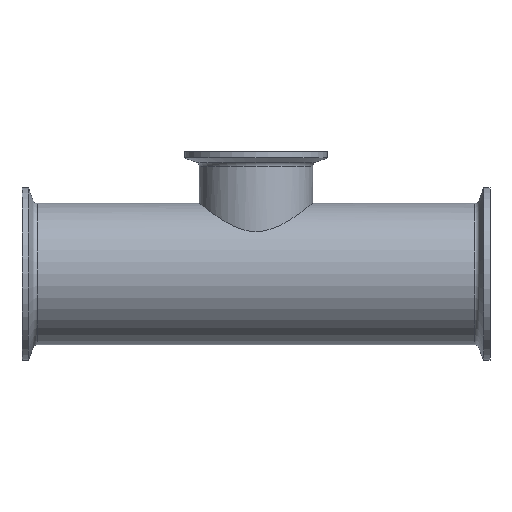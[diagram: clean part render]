
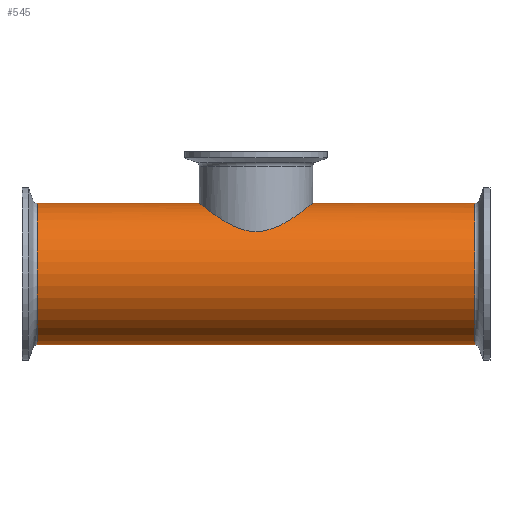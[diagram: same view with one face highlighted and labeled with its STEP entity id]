
A CAD part, front view. The second image highlights one B-rep face of the part: STEP entity #545.
In plain terms, the highlighted cylindrical face has radius 31.75 mm (diameter 63.5 mm), a full revolution.
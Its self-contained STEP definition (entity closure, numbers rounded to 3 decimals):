
#19=FACE_BOUND('',#139,.T.);
#29=B_SPLINE_CURVE_WITH_KNOTS('',3,(#900,#901,#902,#903,#904,#905,#906,
#907,#908,#909,#910,#911,#912,#913,#914,#915,#916,#917),.UNSPECIFIED.,.F.,
 .F.,(4,2,2,2,2,2,2,2,4),(0.,0.521,1.042,1.563,
2.084,2.588,3.093,3.598,4.102),
 .UNSPECIFIED.);
#30=B_SPLINE_CURVE_WITH_KNOTS('',3,(#918,#919,#920,#921,#922,#923,#924,
#925,#926,#927,#928,#929,#930,#931,#932,#933,#934,#935,#936,#937,#938,#939,
#940,#941,#942,#943,#944,#945,#946,#947,#948,#949,#950,#951,#952,#953,#954,
#955,#956,#957,#958,#959,#960,#961,#962,#963,#964,#965,#966,#967),
 .UNSPECIFIED.,.F.,.F.,(4,2,2,2,2,2,2,2,2,2,2,2,2,2,2,2,2,2,2,2,2,2,2,2,
4),(4.102,4.607,5.112,5.616,
6.121,6.642,7.163,7.684,8.205,
8.725,9.246,9.767,10.288,10.793,
11.297,11.802,12.307,12.812,13.316,
13.821,14.326,14.846,15.367,15.888,
16.409),.UNSPECIFIED.);
#35=CYLINDRICAL_SURFACE('',#638,31.75);
#48=LINE('',#1056,#64);
#64=VECTOR('',#805,31.75);
#100=FACE_OUTER_BOUND('',#138,.T.);
#138=EDGE_LOOP('',(#438,#439,#440,#441,#442,#443));
#139=EDGE_LOOP('',(#444,#445));
#190=CIRCLE('',#631,31.75);
#194=CIRCLE('',#635,31.75);
#196=CIRCLE('',#639,31.75);
#197=CIRCLE('',#640,31.75);
#222=VERTEX_POINT('',#897);
#223=VERTEX_POINT('',#899);
#247=VERTEX_POINT('',#1039);
#248=VERTEX_POINT('',#1040);
#252=VERTEX_POINT('',#1053);
#253=VERTEX_POINT('',#1054);
#278=EDGE_CURVE('',#223,#222,#29,.T.);
#279=EDGE_CURVE('',#222,#223,#30,.T.);
#313=EDGE_CURVE('',#247,#248,#190,.T.);
#317=EDGE_CURVE('',#248,#247,#194,.T.);
#320=EDGE_CURVE('',#252,#253,#196,.T.);
#321=EDGE_CURVE('',#252,#247,#48,.T.);
#322=EDGE_CURVE('',#253,#252,#197,.T.);
#438=ORIENTED_EDGE('',*,*,#320,.F.);
#439=ORIENTED_EDGE('',*,*,#321,.T.);
#440=ORIENTED_EDGE('',*,*,#317,.F.);
#441=ORIENTED_EDGE('',*,*,#313,.F.);
#442=ORIENTED_EDGE('',*,*,#321,.F.);
#443=ORIENTED_EDGE('',*,*,#322,.F.);
#444=ORIENTED_EDGE('',*,*,#278,.T.);
#445=ORIENTED_EDGE('',*,*,#279,.T.);
#545=ADVANCED_FACE('',(#100,#19),#35,.T.);
#631=AXIS2_PLACEMENT_3D('',#1041,#786,#787);
#635=AXIS2_PLACEMENT_3D('',#1047,#794,#795);
#638=AXIS2_PLACEMENT_3D('',#1052,#801,#802);
#639=AXIS2_PLACEMENT_3D('',#1055,#803,#804);
#640=AXIS2_PLACEMENT_3D('',#1057,#806,#807);
#786=DIRECTION('center_axis',(-1.,0.,0.));
#787=DIRECTION('ref_axis',(0.,1.,0.));
#794=DIRECTION('center_axis',(-1.,0.,0.));
#795=DIRECTION('ref_axis',(0.,1.,0.));
#801=DIRECTION('center_axis',(1.,0.,0.));
#802=DIRECTION('ref_axis',(0.,1.,0.));
#803=DIRECTION('center_axis',(1.,0.,0.));
#804=DIRECTION('ref_axis',(0.,-1.,0.));
#805=DIRECTION('',(-1.,0.,0.));
#806=DIRECTION('center_axis',(1.,0.,0.));
#807=DIRECTION('ref_axis',(0.,-1.,0.));
#897=CARTESIAN_POINT('',(-25.4,0.,31.75));
#899=CARTESIAN_POINT('',(0.,-25.4,19.05));
#900=CARTESIAN_POINT('Ctrl Pts',(0.,-25.4,19.05));
#901=CARTESIAN_POINT('Ctrl Pts',(-1.736,-25.4,19.05));
#902=CARTESIAN_POINT('Ctrl Pts',(-3.458,-25.221,19.294));
#903=CARTESIAN_POINT('Ctrl Pts',(-6.793,-24.534,20.161));
#904=CARTESIAN_POINT('Ctrl Pts',(-8.407,-24.026,20.778));
#905=CARTESIAN_POINT('Ctrl Pts',(-11.472,-22.723,22.196));
#906=CARTESIAN_POINT('Ctrl Pts',(-12.925,-21.926,22.996));
#907=CARTESIAN_POINT('Ctrl Pts',(-15.617,-20.098,24.61));
#908=CARTESIAN_POINT('Ctrl Pts',(-16.856,-19.065,25.424));
#909=CARTESIAN_POINT('Ctrl Pts',(-19.031,-16.89,26.916));
#910=CARTESIAN_POINT('Ctrl Pts',(-20.055,-15.672,27.653));
#911=CARTESIAN_POINT('Ctrl Pts',(-21.891,-12.985,29.013));
#912=CARTESIAN_POINT('Ctrl Pts',(-22.703,-11.515,29.634));
#913=CARTESIAN_POINT('Ctrl Pts',(-24.029,-8.403,30.662));
#914=CARTESIAN_POINT('Ctrl Pts',(-24.545,-6.757,31.069));
#915=CARTESIAN_POINT('Ctrl Pts',(-25.23,-3.397,31.614));
#916=CARTESIAN_POINT('Ctrl Pts',(-25.4,-1.682,31.75));
#917=CARTESIAN_POINT('Ctrl Pts',(-25.4,0.,31.75));
#918=CARTESIAN_POINT('Ctrl Pts',(-25.4,0.,31.75));
#919=CARTESIAN_POINT('Ctrl Pts',(-25.4,1.682,31.75));
#920=CARTESIAN_POINT('Ctrl Pts',(-25.23,3.397,31.614));
#921=CARTESIAN_POINT('Ctrl Pts',(-24.545,6.757,31.069));
#922=CARTESIAN_POINT('Ctrl Pts',(-24.029,8.403,30.662));
#923=CARTESIAN_POINT('Ctrl Pts',(-22.703,11.515,29.634));
#924=CARTESIAN_POINT('Ctrl Pts',(-21.891,12.985,29.013));
#925=CARTESIAN_POINT('Ctrl Pts',(-20.055,15.672,27.653));
#926=CARTESIAN_POINT('Ctrl Pts',(-19.031,16.89,26.916));
#927=CARTESIAN_POINT('Ctrl Pts',(-16.856,19.065,25.424));
#928=CARTESIAN_POINT('Ctrl Pts',(-15.617,20.098,24.61));
#929=CARTESIAN_POINT('Ctrl Pts',(-12.925,21.926,22.996));
#930=CARTESIAN_POINT('Ctrl Pts',(-11.472,22.723,22.196));
#931=CARTESIAN_POINT('Ctrl Pts',(-8.407,24.026,20.778));
#932=CARTESIAN_POINT('Ctrl Pts',(-6.793,24.534,20.161));
#933=CARTESIAN_POINT('Ctrl Pts',(-3.458,25.221,19.294));
#934=CARTESIAN_POINT('Ctrl Pts',(-1.736,25.4,19.05));
#935=CARTESIAN_POINT('Ctrl Pts',(1.736,25.4,19.05));
#936=CARTESIAN_POINT('Ctrl Pts',(3.458,25.221,19.294));
#937=CARTESIAN_POINT('Ctrl Pts',(6.793,24.534,20.161));
#938=CARTESIAN_POINT('Ctrl Pts',(8.407,24.026,20.778));
#939=CARTESIAN_POINT('Ctrl Pts',(11.472,22.723,22.196));
#940=CARTESIAN_POINT('Ctrl Pts',(12.925,21.926,22.996));
#941=CARTESIAN_POINT('Ctrl Pts',(15.617,20.098,24.61));
#942=CARTESIAN_POINT('Ctrl Pts',(16.856,19.065,25.424));
#943=CARTESIAN_POINT('Ctrl Pts',(19.031,16.89,26.916));
#944=CARTESIAN_POINT('Ctrl Pts',(20.055,15.672,27.653));
#945=CARTESIAN_POINT('Ctrl Pts',(21.891,12.985,29.013));
#946=CARTESIAN_POINT('Ctrl Pts',(22.703,11.515,29.634));
#947=CARTESIAN_POINT('Ctrl Pts',(24.029,8.403,30.662));
#948=CARTESIAN_POINT('Ctrl Pts',(24.545,6.757,31.069));
#949=CARTESIAN_POINT('Ctrl Pts',(25.23,3.397,31.614));
#950=CARTESIAN_POINT('Ctrl Pts',(25.4,1.682,31.75));
#951=CARTESIAN_POINT('Ctrl Pts',(25.4,-1.682,31.75));
#952=CARTESIAN_POINT('Ctrl Pts',(25.23,-3.397,31.614));
#953=CARTESIAN_POINT('Ctrl Pts',(24.545,-6.757,31.069));
#954=CARTESIAN_POINT('Ctrl Pts',(24.029,-8.403,30.662));
#955=CARTESIAN_POINT('Ctrl Pts',(22.703,-11.515,29.634));
#956=CARTESIAN_POINT('Ctrl Pts',(21.891,-12.985,29.013));
#957=CARTESIAN_POINT('Ctrl Pts',(20.055,-15.672,27.653));
#958=CARTESIAN_POINT('Ctrl Pts',(19.031,-16.89,26.916));
#959=CARTESIAN_POINT('Ctrl Pts',(16.856,-19.065,25.424));
#960=CARTESIAN_POINT('Ctrl Pts',(15.617,-20.098,24.61));
#961=CARTESIAN_POINT('Ctrl Pts',(12.925,-21.926,22.996));
#962=CARTESIAN_POINT('Ctrl Pts',(11.472,-22.723,22.196));
#963=CARTESIAN_POINT('Ctrl Pts',(8.407,-24.026,20.778));
#964=CARTESIAN_POINT('Ctrl Pts',(6.793,-24.534,20.161));
#965=CARTESIAN_POINT('Ctrl Pts',(3.458,-25.221,19.294));
#966=CARTESIAN_POINT('Ctrl Pts',(1.736,-25.4,19.05));
#967=CARTESIAN_POINT('Ctrl Pts',(0.,-25.4,19.05));
#1039=CARTESIAN_POINT('',(-98.202,-31.75,0.));
#1040=CARTESIAN_POINT('',(-98.202,0.,-31.75));
#1041=CARTESIAN_POINT('Origin',(-98.202,0.,0.));
#1047=CARTESIAN_POINT('Origin',(-98.202,0.,0.));
#1052=CARTESIAN_POINT('Origin',(0.,0.,0.));
#1053=CARTESIAN_POINT('',(98.202,-31.75,0.));
#1054=CARTESIAN_POINT('',(98.202,0.,31.75));
#1055=CARTESIAN_POINT('Origin',(98.202,0.,0.));
#1056=CARTESIAN_POINT('',(0.,-31.75,0.));
#1057=CARTESIAN_POINT('Origin',(98.202,0.,0.));
